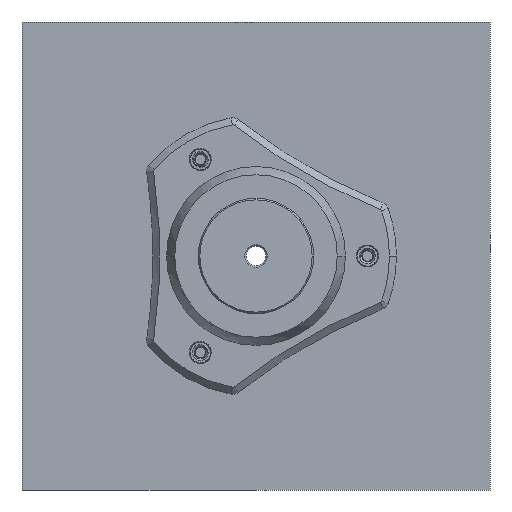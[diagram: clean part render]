
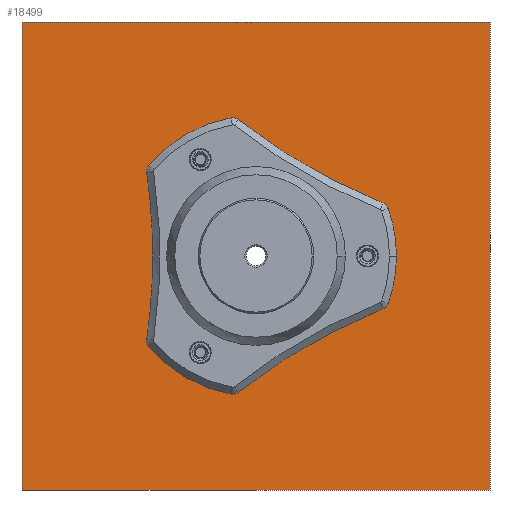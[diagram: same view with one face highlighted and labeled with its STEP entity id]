
A CAD part, front view. The second image highlights one B-rep face of the part: STEP entity #18499.
In plain terms, the highlighted face is planar.
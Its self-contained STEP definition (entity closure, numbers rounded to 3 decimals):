
#44 = CARTESIAN_POINT ( 'NONE',  ( -11.906, -20.622, -1.207 ) ) ;
#156 = CARTESIAN_POINT ( 'NONE',  ( 50., 50., -1.206 ) ) ;
#641 = DIRECTION ( 'NONE',  ( 1., 0., 0. ) ) ;
#810 = ORIENTED_EDGE ( 'NONE', *, *, #23342, .T. ) ;
#847 = CARTESIAN_POINT ( 'NONE',  ( -11.906, -20.622, -1.207 ) ) ;
#1597 = DIRECTION ( 'NONE',  ( 0., 0., 1. ) ) ;
#1607 = ORIENTED_EDGE ( 'NONE', *, *, #11662, .F. ) ;
#1852 = DIRECTION ( 'NONE',  ( 1., 0., 0. ) ) ;
#1982 = CIRCLE ( 'NONE', #8101, 1.8 ) ;
#2133 = ORIENTED_EDGE ( 'NONE', *, *, #15857, .T. ) ;
#2227 = EDGE_CURVE ( 'NONE', #3144, #16676, #21705, .T. ) ;
#2381 = ORIENTED_EDGE ( 'NONE', *, *, #8437, .F. ) ;
#2464 = VERTEX_POINT ( 'NONE', #9882 ) ;
#2480 = FACE_BOUND ( 'NONE', #10888, .T. ) ;
#2659 = ORIENTED_EDGE ( 'NONE', *, *, #16265, .F. ) ;
#2783 = DIRECTION ( 'NONE',  ( 0., 0., 1. ) ) ;
#3063 = DIRECTION ( 'NONE',  ( 0., 0., 1. ) ) ;
#3144 = VERTEX_POINT ( 'NONE', #12265 ) ;
#3343 = DIRECTION ( 'NONE',  ( 0., 0., 1. ) ) ;
#3849 = VECTOR ( 'NONE', #4842, 1000. ) ;
#4180 = LINE ( 'NONE', #18811, #3849 ) ;
#4438 = ORIENTED_EDGE ( 'NONE', *, *, #9579, .T. ) ;
#4842 = DIRECTION ( 'NONE',  ( 0., -1., 0. ) ) ;
#4901 = ORIENTED_EDGE ( 'NONE', *, *, #25246, .T. ) ;
#5362 = CARTESIAN_POINT ( 'NONE',  ( -50., 50., -1.206 ) ) ;
#5836 = ORIENTED_EDGE ( 'NONE', *, *, #2227, .T. ) ;
#5969 = DIRECTION ( 'NONE',  ( 0., 0., -1. ) ) ;
#5992 = DIRECTION ( 'NONE',  ( 1., 0., 0. ) ) ;
#6215 = FACE_BOUND ( 'NONE', #11019, .T. ) ;
#7111 = CARTESIAN_POINT ( 'NONE',  ( -11.906, 20.622, -1.207 ) ) ;
#7127 = VERTEX_POINT ( 'NONE', #12651 ) ;
#7140 = CIRCLE ( 'NONE', #16952, 1.8 ) ;
#7244 = DIRECTION ( 'NONE',  ( 1., 0., 0. ) ) ;
#7538 = DIRECTION ( 'NONE',  ( 1., 0., 0. ) ) ;
#7567 = VERTEX_POINT ( 'NONE', #156 ) ;
#7680 = ORIENTED_EDGE ( 'NONE', *, *, #17181, .T. ) ;
#7709 = AXIS2_PLACEMENT_3D ( 'NONE', #16526, #3063, #641 ) ;
#8071 = CARTESIAN_POINT ( 'NONE',  ( 23.812, 0., -1.207 ) ) ;
#8101 = AXIS2_PLACEMENT_3D ( 'NONE', #20910, #3343, #9641 ) ;
#8377 = LINE ( 'NONE', #21978, #9124 ) ;
#8437 = EDGE_CURVE ( 'NONE', #12490, #24935, #4180, .T. ) ;
#8658 = VECTOR ( 'NONE', #10992, 1000. ) ;
#8848 = CARTESIAN_POINT ( 'NONE',  ( -50., -50., -1.206 ) ) ;
#9124 = VECTOR ( 'NONE', #12337, 1000. ) ;
#9401 = DIRECTION ( 'NONE',  ( 1., 0., 0. ) ) ;
#9579 = EDGE_CURVE ( 'NONE', #19696, #7127, #14467, .T. ) ;
#9641 = DIRECTION ( 'NONE',  ( 1., 0., 0. ) ) ;
#9882 = CARTESIAN_POINT ( 'NONE',  ( 22.012, 0., -1.207 ) ) ;
#10281 = CIRCLE ( 'NONE', #24583, 1.8 ) ;
#10612 = AXIS2_PLACEMENT_3D ( 'NONE', #44, #21581, #1852 ) ;
#10888 = EDGE_LOOP ( 'NONE', ( #16449, #810 ) ) ;
#10939 = CARTESIAN_POINT ( 'NONE',  ( -13.706, 20.622, -1.207 ) ) ;
#10992 = DIRECTION ( 'NONE',  ( -1., 0., 0. ) ) ;
#11019 = EDGE_LOOP ( 'NONE', ( #7680, #2133 ) ) ;
#11111 = VERTEX_POINT ( 'NONE', #12861 ) ;
#11529 = CARTESIAN_POINT ( 'NONE',  ( -11.906, 20.622, -1.207 ) ) ;
#11662 = EDGE_CURVE ( 'NONE', #24935, #19784, #15202, .T. ) ;
#11931 = CARTESIAN_POINT ( 'NONE',  ( 19.05, 0., -1.206 ) ) ;
#11986 = DIRECTION ( 'NONE',  ( -1., 0., 0. ) ) ;
#12265 = CARTESIAN_POINT ( 'NONE',  ( -13.706, -20.622, -1.207 ) ) ;
#12337 = DIRECTION ( 'NONE',  ( 0., 1., 0. ) ) ;
#12490 = VERTEX_POINT ( 'NONE', #14808 ) ;
#12537 = CARTESIAN_POINT ( 'NONE',  ( 50., -50., -1.206 ) ) ;
#12549 = AXIS2_PLACEMENT_3D ( 'NONE', #8071, #2783, #18541 ) ;
#12651 = CARTESIAN_POINT ( 'NONE',  ( -19.05, 0., -1.206 ) ) ;
#12861 = CARTESIAN_POINT ( 'NONE',  ( -10.106, 20.622, -1.207 ) ) ;
#13251 = AXIS2_PLACEMENT_3D ( 'NONE', #19141, #1597, #9401 ) ;
#14467 = CIRCLE ( 'NONE', #13251, 19.05 ) ;
#14808 = CARTESIAN_POINT ( 'NONE',  ( -50., 50., -1.206 ) ) ;
#15202 = LINE ( 'NONE', #23771, #16988 ) ;
#15857 = EDGE_CURVE ( 'NONE', #18223, #11111, #10281, .T. ) ;
#15962 = FACE_BOUND ( 'NONE', #16440, .T. ) ;
#16265 = EDGE_CURVE ( 'NONE', #7567, #12490, #18807, .T. ) ;
#16440 = EDGE_LOOP ( 'NONE', ( #4438, #4901 ) ) ;
#16449 = ORIENTED_EDGE ( 'NONE', *, *, #25120, .T. ) ;
#16479 = DIRECTION ( 'NONE',  ( 0., 0., 1. ) ) ;
#16522 = CIRCLE ( 'NONE', #23897, 1.8 ) ;
#16526 = CARTESIAN_POINT ( 'NONE',  ( 0., 0., -1.206 ) ) ;
#16676 = VERTEX_POINT ( 'NONE', #23270 ) ;
#16901 = CARTESIAN_POINT ( 'NONE',  ( 25.612, 0., -1.207 ) ) ;
#16916 = ORIENTED_EDGE ( 'NONE', *, *, #20639, .T. ) ;
#16952 = AXIS2_PLACEMENT_3D ( 'NONE', #847, #16479, #24275 ) ;
#16988 = VECTOR ( 'NONE', #5992, 1000. ) ;
#17024 = ORIENTED_EDGE ( 'NONE', *, *, #18467, .F. ) ;
#17146 = DIRECTION ( 'NONE',  ( 0., 0., 1. ) ) ;
#17181 = EDGE_CURVE ( 'NONE', #11111, #18223, #16522, .T. ) ;
#17317 = AXIS2_PLACEMENT_3D ( 'NONE', #23631, #5969, #11986 ) ;
#17548 = EDGE_LOOP ( 'NONE', ( #17024, #1607, #2381, #2659 ) ) ;
#18114 = PLANE ( 'NONE',  #17317 ) ;
#18223 = VERTEX_POINT ( 'NONE', #10939 ) ;
#18467 = EDGE_CURVE ( 'NONE', #19784, #7567, #8377, .T. ) ;
#18499 = ADVANCED_FACE ( 'NONE', ( #20043, #2480, #6215, #15962, #22094 ), #18114, .T. ) ;
#18541 = DIRECTION ( 'NONE',  ( 1., 0., 0. ) ) ;
#18768 = DIRECTION ( 'NONE',  ( 0., 0., 1. ) ) ;
#18807 = LINE ( 'NONE', #5362, #8658 ) ;
#18811 = CARTESIAN_POINT ( 'NONE',  ( -50., -50., -1.206 ) ) ;
#19141 = CARTESIAN_POINT ( 'NONE',  ( 0., 0., -1.206 ) ) ;
#19576 = CIRCLE ( 'NONE', #7709, 19.05 ) ;
#19696 = VERTEX_POINT ( 'NONE', #11931 ) ;
#19784 = VERTEX_POINT ( 'NONE', #12537 ) ;
#20043 = FACE_BOUND ( 'NONE', #20293, .T. ) ;
#20293 = EDGE_LOOP ( 'NONE', ( #16916, #5836 ) ) ;
#20639 = EDGE_CURVE ( 'NONE', #16676, #3144, #7140, .T. ) ;
#20910 = CARTESIAN_POINT ( 'NONE',  ( 23.812, 0., -1.207 ) ) ;
#21581 = DIRECTION ( 'NONE',  ( 0., 0., 1. ) ) ;
#21705 = CIRCLE ( 'NONE', #10612, 1.8 ) ;
#21978 = CARTESIAN_POINT ( 'NONE',  ( 50., -50., -1.206 ) ) ;
#22094 = FACE_OUTER_BOUND ( 'NONE', #17548, .T. ) ;
#23011 = VERTEX_POINT ( 'NONE', #16901 ) ;
#23270 = CARTESIAN_POINT ( 'NONE',  ( -10.106, -20.622, -1.207 ) ) ;
#23342 = EDGE_CURVE ( 'NONE', #2464, #23011, #24404, .T. ) ;
#23631 = CARTESIAN_POINT ( 'NONE',  ( 0., 0., -1.206 ) ) ;
#23771 = CARTESIAN_POINT ( 'NONE',  ( -50., -50., -1.206 ) ) ;
#23897 = AXIS2_PLACEMENT_3D ( 'NONE', #7111, #18768, #7244 ) ;
#24275 = DIRECTION ( 'NONE',  ( 1., 0., 0. ) ) ;
#24404 = CIRCLE ( 'NONE', #12549, 1.8 ) ;
#24583 = AXIS2_PLACEMENT_3D ( 'NONE', #11529, #17146, #7538 ) ;
#24935 = VERTEX_POINT ( 'NONE', #8848 ) ;
#25120 = EDGE_CURVE ( 'NONE', #23011, #2464, #1982, .T. ) ;
#25246 = EDGE_CURVE ( 'NONE', #7127, #19696, #19576, .T. ) ;
